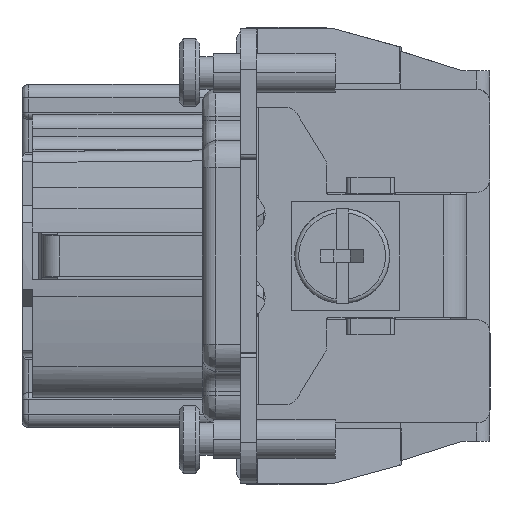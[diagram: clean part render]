
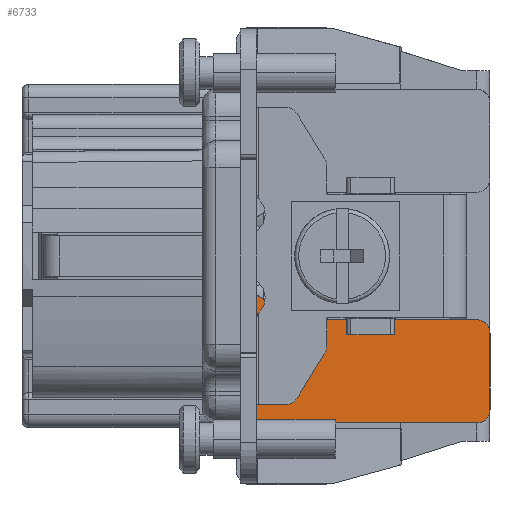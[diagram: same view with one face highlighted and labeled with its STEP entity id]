
A CAD part, left-side view. The second image highlights one B-rep face of the part: STEP entity #6733.
In plain terms, the highlighted planar face has unit normal (-1, -0.005, 0).
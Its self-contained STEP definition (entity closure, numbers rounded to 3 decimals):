
#2965=FACE_OUTER_BOUND('',#14790,.T.);
#4470=B_SPLINE_CURVE_WITH_KNOTS('',3,(#103808,#103809,#103810,#103811),
 .UNSPECIFIED.,.F.,.F.,(4,4),(0.,1.),.UNSPECIFIED.);
#4514=B_SPLINE_CURVE_WITH_KNOTS('',3,(#105078,#105079,#105080,#105081),
 .UNSPECIFIED.,.F.,.F.,(4,4),(0.,1.),.UNSPECIFIED.);
#4621=B_SPLINE_CURVE_WITH_KNOTS('',3,(#107317,#107318,#107319,#107320),
 .UNSPECIFIED.,.F.,.F.,(4,4),(0.,1.),.UNSPECIFIED.);
#4625=B_SPLINE_CURVE_WITH_KNOTS('',3,(#107341,#107342,#107343,#107344),
 .UNSPECIFIED.,.F.,.F.,(4,4),(0.,1.),.UNSPECIFIED.);
#6733=ADVANCED_FACE('',(#2965),#9638,.T.);
#9638=PLANE('',#71191);
#14790=EDGE_LOOP('',(#28136,#28137,#28138,#28139,#28140,#28141,#28142,#28143,
#28144));
#28136=ORIENTED_EDGE('',*,*,#48444,.F.);
#28137=ORIENTED_EDGE('',*,*,#48061,.T.);
#28138=ORIENTED_EDGE('',*,*,#49220,.T.);
#28139=ORIENTED_EDGE('',*,*,#49221,.T.);
#28140=ORIENTED_EDGE('',*,*,#49098,.F.);
#28141=ORIENTED_EDGE('',*,*,#49222,.F.);
#28142=ORIENTED_EDGE('',*,*,#49223,.T.);
#28143=ORIENTED_EDGE('',*,*,#49215,.T.);
#28144=ORIENTED_EDGE('',*,*,#48439,.F.);
#40023=VERTEX_POINT('',#103796);
#40025=VERTEX_POINT('',#103807);
#40245=VERTEX_POINT('',#105066);
#40248=VERTEX_POINT('',#105077);
#40626=VERTEX_POINT('',#106893);
#40627=VERTEX_POINT('',#106895);
#40688=VERTEX_POINT('',#107321);
#40689=VERTEX_POINT('',#107340);
#40690=VERTEX_POINT('',#107346);
#48061=EDGE_CURVE('',#40023,#40025,#4470,.T.);
#48439=EDGE_CURVE('',#40248,#40245,#4514,.T.);
#48444=EDGE_CURVE('',#40023,#40248,#57074,.T.);
#49098=EDGE_CURVE('',#40626,#40627,#57476,.T.);
#49215=EDGE_CURVE('',#40688,#40245,#4621,.T.);
#49220=EDGE_CURVE('',#40025,#40689,#57556,.T.);
#49221=EDGE_CURVE('',#40689,#40627,#4625,.T.);
#49222=EDGE_CURVE('',#40690,#40626,#57557,.T.);
#49223=EDGE_CURVE('',#40690,#40688,#57558,.T.);
#57074=LINE('',#105088,#65090);
#57476=LINE('',#106894,#65492);
#57556=LINE('',#107339,#65572);
#57557=LINE('',#107345,#65573);
#57558=LINE('',#107347,#65574);
#65090=VECTOR('',#83140,1.);
#65492=VECTOR('',#84348,1.);
#65572=VECTOR('',#84568,1.);
#65573=VECTOR('',#84569,1.);
#65574=VECTOR('',#84570,1.);
#71191=AXIS2_PLACEMENT_3D('',#107348,#84571,#84572);
#83140=DIRECTION('',(-0.005,1.,0.));
#84348=DIRECTION('',(0.005,-1.,0.));
#84568=DIRECTION('',(0.,0.,1.));
#84569=DIRECTION('',(0.,0.,-1.));
#84570=DIRECTION('',(-0.005,0.865,0.502));
#84571=DIRECTION('',(-1.,-0.005,0.));
#84572=DIRECTION('',(0.,0.,-1.));
#103796=CARTESIAN_POINT('',(-44.814,-17.4,-12.3));
#103807=CARTESIAN_POINT('',(-44.809,-18.4,-11.3));
#103808=CARTESIAN_POINT('',(-44.814,-17.4,-12.3));
#103809=CARTESIAN_POINT('',(-44.811,-17.981,-12.3));
#103810=CARTESIAN_POINT('',(-44.809,-18.4,-11.883));
#103811=CARTESIAN_POINT('',(-44.809,-18.4,-11.3));
#105066=CARTESIAN_POINT('',(-44.9,-0.998,-4.25));
#105077=CARTESIAN_POINT('',(-44.9,-0.995,-12.3));
#105078=CARTESIAN_POINT('',(-44.9,-0.995,-12.3));
#105079=CARTESIAN_POINT('',(-44.9,-0.996,-9.617));
#105080=CARTESIAN_POINT('',(-44.9,-0.997,-6.933));
#105081=CARTESIAN_POINT('',(-44.9,-0.998,-4.25));
#105088=CARTESIAN_POINT('',(-44.814,-17.4,-12.3));
#106893=CARTESIAN_POINT('',(-44.892,-2.55,-4.7));
#106894=CARTESIAN_POINT('',(-44.892,-2.55,-4.7));
#106895=CARTESIAN_POINT('',(-44.814,-17.4,-4.7));
#107317=CARTESIAN_POINT('',(-44.9,-1.,-2.75));
#107318=CARTESIAN_POINT('',(-44.9,-0.999,-3.25));
#107319=CARTESIAN_POINT('',(-44.9,-0.999,-3.75));
#107320=CARTESIAN_POINT('',(-44.9,-0.998,-4.25));
#107321=CARTESIAN_POINT('',(-44.9,-1.,-2.75));
#107339=CARTESIAN_POINT('',(-44.809,-18.4,-11.3));
#107340=CARTESIAN_POINT('',(-44.809,-18.4,-5.7));
#107341=CARTESIAN_POINT('',(-44.809,-18.4,-5.7));
#107342=CARTESIAN_POINT('',(-44.809,-18.4,-5.119));
#107343=CARTESIAN_POINT('',(-44.811,-17.983,-4.7));
#107344=CARTESIAN_POINT('',(-44.814,-17.4,-4.7));
#107345=CARTESIAN_POINT('',(-44.892,-2.55,-3.65));
#107346=CARTESIAN_POINT('',(-44.892,-2.55,-3.65));
#107347=CARTESIAN_POINT('',(-44.892,-2.55,-3.65));
#107348=CARTESIAN_POINT('',(-44.905,-0.001,-13.753));
